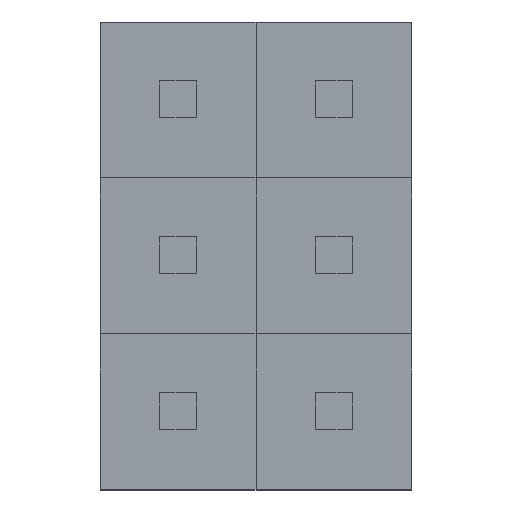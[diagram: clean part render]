
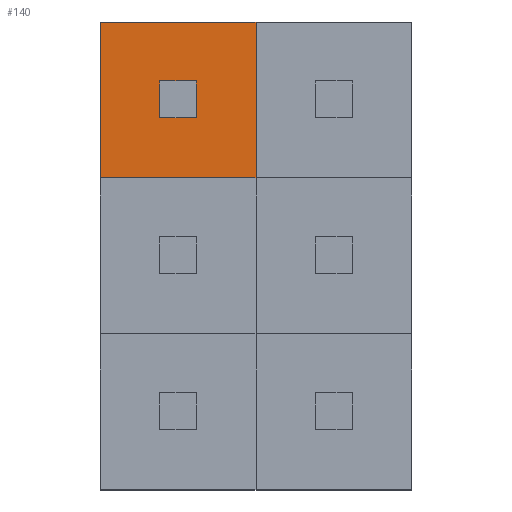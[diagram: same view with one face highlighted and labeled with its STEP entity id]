
A CAD part, top view. The second image highlights one B-rep face of the part: STEP entity #140.
In plain terms, the highlighted planar face has unit normal (0, 0, 1).
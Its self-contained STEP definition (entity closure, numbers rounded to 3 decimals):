
#13=DIRECTION('',(0.,0.,1.));
#14=DIRECTION('',(1.,0.,0.));
#62=VERTEX_POINT('',#63);
#63=CARTESIAN_POINT('',(-1.27,-1.271,2.5));
#71=VECTOR('',#72,1.);
#72=DIRECTION('',(0.,1.,0.));
#75=VERTEX_POINT('',#76);
#76=CARTESIAN_POINT('',(-1.27,1.271,2.5));
#78=ORIENTED_EDGE('',*,*,#79,.F.);
#79=EDGE_CURVE('',#62,#75,#80,.T.);
#80=LINE('',#63,#71);
#90=VERTEX_POINT('',#91);
#91=CARTESIAN_POINT('',(1.27,-1.271,2.5));
#100=VERTEX_POINT('',#101);
#101=CARTESIAN_POINT('',(1.27,1.271,2.5));
#104=EDGE_CURVE('',#90,#100,#105,.T.);
#105=LINE('',#91,#71);
#114=VECTOR('',#14,1.);
#116=ORIENTED_EDGE('',*,*,#117,.T.);
#117=EDGE_CURVE('',#62,#90,#118,.T.);
#118=LINE('',#63,#114);
#128=EDGE_CURVE('',#75,#100,#129,.T.);
#129=LINE('',#76,#114);
#140=ADVANCED_FACE('',(#141),#145,.T.);
#141=FACE_BOUND('',#142,.T.);
#142=EDGE_LOOP('',(#78,#116,#143,#144));
#143=ORIENTED_EDGE('',*,*,#104,.T.);
#144=ORIENTED_EDGE('',*,*,#128,.F.);
#145=PLANE('',#146);
#146=AXIS2_PLACEMENT_3D('',#63,#13,#14);
